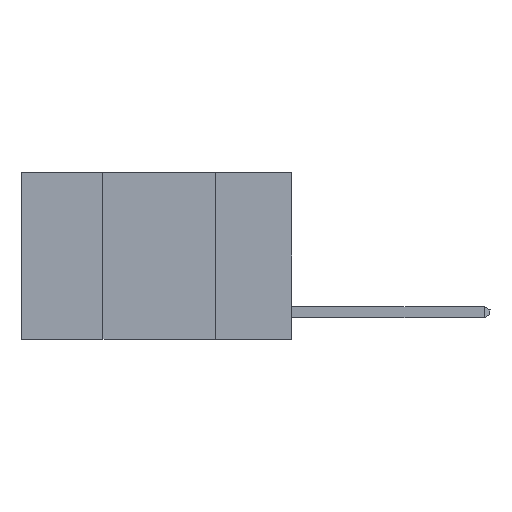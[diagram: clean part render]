
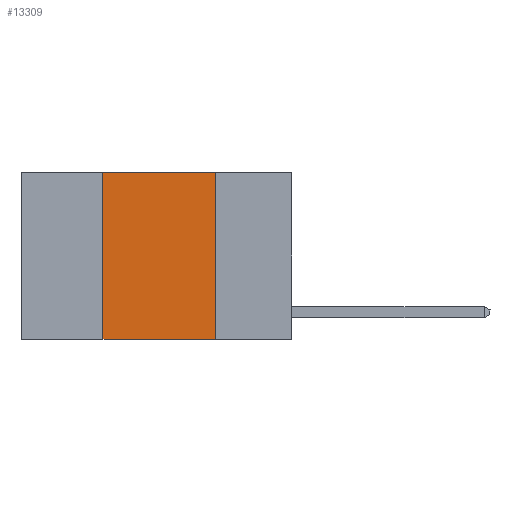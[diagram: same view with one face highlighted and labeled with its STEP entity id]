
A CAD part, left-side view. The second image highlights one B-rep face of the part: STEP entity #13309.
In plain terms, the highlighted planar face has unit normal (-1, 0, 0).
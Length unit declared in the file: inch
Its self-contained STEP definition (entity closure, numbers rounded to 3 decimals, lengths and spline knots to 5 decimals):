
#1697 = CARTESIAN_POINT ( 'NONE',  ( 0., 0.6, 0. ) ) ;
#2989 = VECTOR ( 'NONE', #5736, 39.37008 ) ;
#3032 = ORIENTED_EDGE ( 'NONE', *, *, #22130, .F. ) ;
#3842 = VECTOR ( 'NONE', #19954, 39.37008 ) ;
#4337 = ORIENTED_EDGE ( 'NONE', *, *, #15879, .T. ) ;
#5736 = DIRECTION ( 'NONE',  ( 0., 0., 1. ) ) ;
#6186 = EDGE_LOOP ( 'NONE', ( #13712, #3032, #7658, #4337 ) ) ;
#7344 = VECTOR ( 'NONE', #24657, 39.37008 ) ;
#7658 = ORIENTED_EDGE ( 'NONE', *, *, #22225, .F. ) ;
#8127 = EDGE_CURVE ( 'NONE', #14258, #19856, #8474, .T. ) ;
#8474 = LINE ( 'NONE', #15453, #3842 ) ;
#8618 = LINE ( 'NONE', #12286, #2989 ) ;
#9117 = CARTESIAN_POINT ( 'NONE',  ( 0., 0.6, 0. ) ) ;
#10329 = LINE ( 'NONE', #14151, #7344 ) ;
#10543 = VERTEX_POINT ( 'NONE', #23556 ) ;
#11389 = DIRECTION ( 'NONE',  ( 1., 0., 0. ) ) ;
#11912 = DIRECTION ( 'NONE',  ( 0., -1., 0. ) ) ;
#12286 = CARTESIAN_POINT ( 'NONE',  ( 0., 0.42, 0. ) ) ;
#13309 = ADVANCED_FACE ( 'NONE', ( #14690 ), #19650, .F. ) ;
#13712 = ORIENTED_EDGE ( 'NONE', *, *, #8127, .F. ) ;
#14151 = CARTESIAN_POINT ( 'NONE',  ( 0., 0.6, -0.37 ) ) ;
#14165 = VECTOR ( 'NONE', #11912, 39.37008 ) ;
#14258 = VERTEX_POINT ( 'NONE', #24641 ) ;
#14690 = FACE_OUTER_BOUND ( 'NONE', #6186, .T. ) ;
#15453 = CARTESIAN_POINT ( 'NONE',  ( 0., 0.17, 0. ) ) ;
#15879 = EDGE_CURVE ( 'NONE', #10543, #19856, #10329, .T. ) ;
#17234 = CARTESIAN_POINT ( 'NONE',  ( 0., 0.17, -0.37 ) ) ;
#18733 = AXIS2_PLACEMENT_3D ( 'NONE', #9117, #11389, #26110 ) ;
#19650 = PLANE ( 'NONE',  #18733 ) ;
#19856 = VERTEX_POINT ( 'NONE', #17234 ) ;
#19954 = DIRECTION ( 'NONE',  ( 0., 0., -1. ) ) ;
#20383 = CARTESIAN_POINT ( 'NONE',  ( 0., 0.42, 0. ) ) ;
#22130 = EDGE_CURVE ( 'NONE', #25765, #14258, #22648, .T. ) ;
#22225 = EDGE_CURVE ( 'NONE', #10543, #25765, #8618, .T. ) ;
#22648 = LINE ( 'NONE', #1697, #14165 ) ;
#23556 = CARTESIAN_POINT ( 'NONE',  ( 0., 0.42, -0.37 ) ) ;
#24641 = CARTESIAN_POINT ( 'NONE',  ( 0., 0.17, 0. ) ) ;
#24657 = DIRECTION ( 'NONE',  ( 0., -1., 0. ) ) ;
#25765 = VERTEX_POINT ( 'NONE', #20383 ) ;
#26110 = DIRECTION ( 'NONE',  ( 0., 0., -1. ) ) ;
